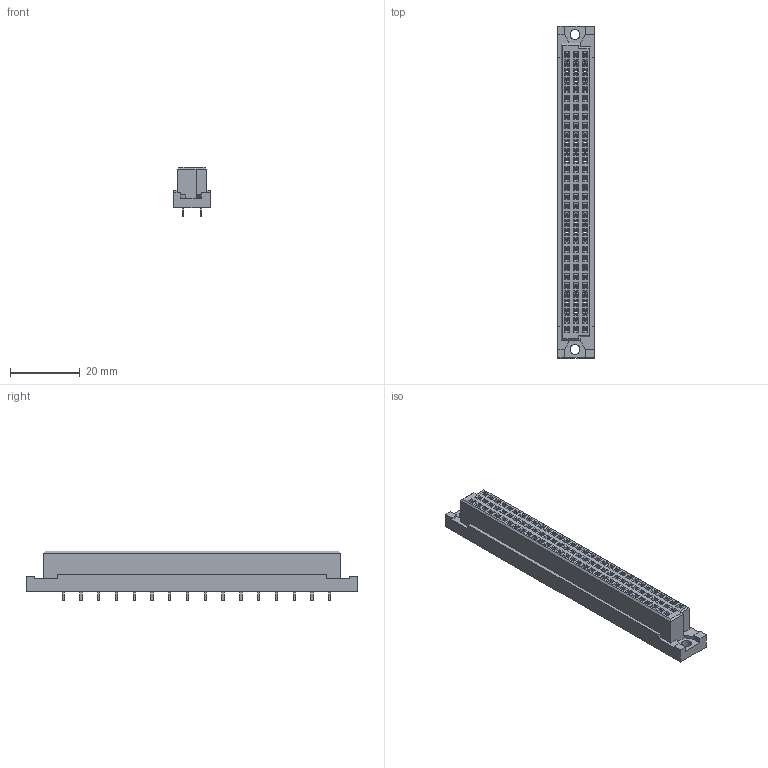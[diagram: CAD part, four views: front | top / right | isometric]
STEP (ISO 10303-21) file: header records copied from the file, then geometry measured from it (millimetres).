
FILE_DESCRIPTION(('FreeCAD Model'),'2;1');
FILE_NAME('Open CASCADE Shape Model','2023-12-29T01:43:15',( 'kicad StepUp'),('ksu MCAD'),'Open CASCADE STEP processor 7.7', 'FreeCAD','Unknown');
FILE_SCHEMA(('AUTOMOTIVE_DESIGN { 1 0 10303 214 1 1 1 1 }'));
Length unit declared in the file: millimetre
Products named in the file (3): DIN41612_C_NxM_Female_Vertical_THT; Body; Array
Assembly tree (2 placements, depth 2):
  DIN41612_C_NxM_Female_Vertical_THT
    Body
    Array
Bounding box: 10.5 x 94.9 x 14.1 mm (x, y, z)
Volume: 8645.4 mm3; surface area: 7935.3 mm2
Topology: 33 solids, 33 shells, 1620 faces, 3850 edges, 2392 vertices
Faces by surface type: plane 1618, cylinder 2
Full cylindrical faces by diameter (mm): 2.8 x2
Entity records: 30156 total; most frequent: ORIENTED_EDGE 6254, CARTESIAN_POINT 4920, EDGE_CURVE 3850, LINE 3844, VERTEX_POINT 2392, FACE_BOUND 1912, EDGE_LOOP 1912, ADVANCED_FACE 1620
